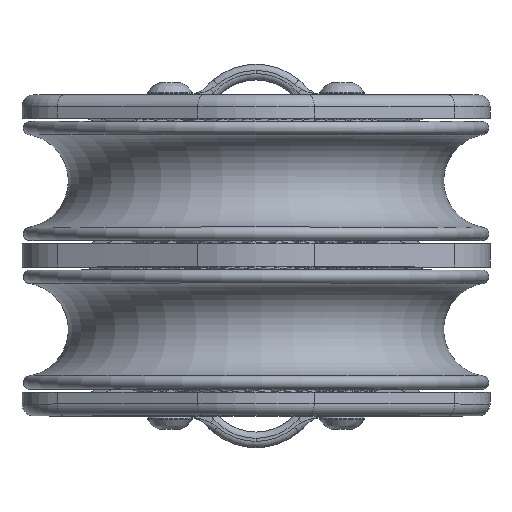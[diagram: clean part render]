
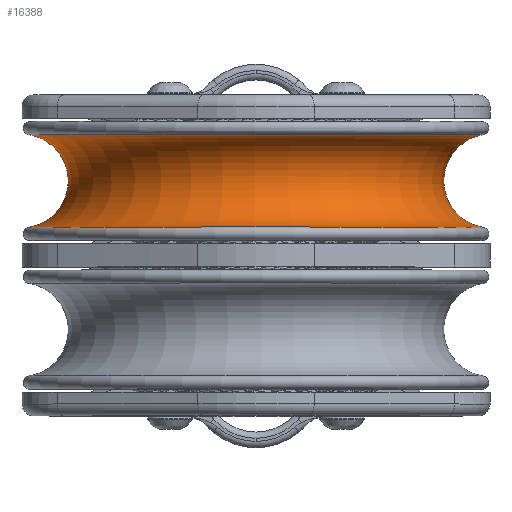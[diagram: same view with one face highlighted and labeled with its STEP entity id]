
A CAD part, top view. The second image highlights one B-rep face of the part: STEP entity #16388.
In plain terms, the highlighted toroidal (fillet/blend) face has major radius 30 mm and minor radius 6 mm.
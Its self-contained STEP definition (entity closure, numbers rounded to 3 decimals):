
#3272=FACE_BOUND('',#5230,.T.);
#4084=FACE_OUTER_BOUND('',#5229,.T.);
#5229=EDGE_LOOP('',(#13758));
#5230=EDGE_LOOP('',(#13759));
#6227=CIRCLE('',#18269,29.041);
#6228=CIRCLE('',#18271,29.041);
#8035=VERTEX_POINT('',#28901);
#8036=VERTEX_POINT('',#28904);
#10151=EDGE_CURVE('',#8035,#8035,#6227,.T.);
#10152=EDGE_CURVE('',#8036,#8036,#6228,.T.);
#13758=ORIENTED_EDGE('',*,*,#10151,.T.);
#13759=ORIENTED_EDGE('',*,*,#10152,.F.);
#15681=TOROIDAL_SURFACE('',#18270,30.,6.);
#16388=ADVANCED_FACE('',(#4084,#3272),#15681,.F.);
#18269=AXIS2_PLACEMENT_3D('',#28902,#22841,#22842);
#18270=AXIS2_PLACEMENT_3D('',#28903,#22843,#22844);
#18271=AXIS2_PLACEMENT_3D('',#28905,#22845,#22846);
#22841=DIRECTION('center_axis',(0.,1.,0.));
#22842=DIRECTION('ref_axis',(-0.984,0.,-0.178));
#22843=DIRECTION('center_axis',(0.,1.,0.));
#22844=DIRECTION('ref_axis',(0.984,0.,0.178));
#22845=DIRECTION('center_axis',(0.,1.,0.));
#22846=DIRECTION('ref_axis',(-0.984,0.,-0.178));
#28901=CARTESIAN_POINT('',(5.169,13.077,-28.577));
#28902=CARTESIAN_POINT('Origin',(0.,13.077,0.));
#28903=CARTESIAN_POINT('Origin',(0.,19.,0.));
#28904=CARTESIAN_POINT('',(5.169,24.923,-28.577));
#28905=CARTESIAN_POINT('Origin',(0.,24.923,
0.));
